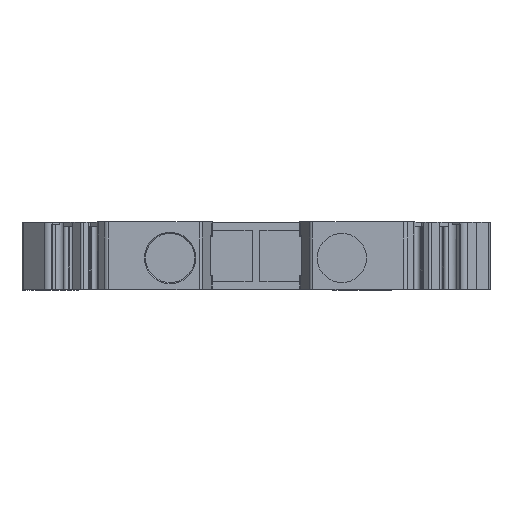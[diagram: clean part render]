
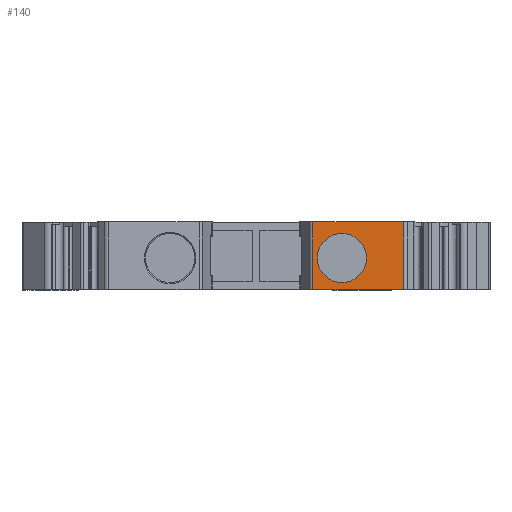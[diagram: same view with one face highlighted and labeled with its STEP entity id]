
A CAD part, top view. The second image highlights one B-rep face of the part: STEP entity #140.
In plain terms, the highlighted planar face has unit normal (0, 0, 1).
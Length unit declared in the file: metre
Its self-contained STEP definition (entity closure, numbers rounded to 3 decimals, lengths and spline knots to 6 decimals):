
#140 = ADVANCED_FACE( '', ( #439, #440 ), #441, .F. );
#439 = FACE_OUTER_BOUND( '', #910, .T. );
#440 = FACE_BOUND( '', #911, .T. );
#441 = PLANE( '', #912 );
#910 = EDGE_LOOP( '', ( #2062, #2063, #2064, #2065 ) );
#911 = EDGE_LOOP( '', ( #2066 ) );
#912 = AXIS2_PLACEMENT_3D( '', #2067, #2068, #2069 );
#2062 = ORIENTED_EDGE( '', *, *, #3264, .T. );
#2063 = ORIENTED_EDGE( '', *, *, #3662, .F. );
#2064 = ORIENTED_EDGE( '', *, *, #3487, .F. );
#2065 = ORIENTED_EDGE( '', *, *, #3663, .T. );
#2066 = ORIENTED_EDGE( '', *, *, #3664, .T. );
#2067 = CARTESIAN_POINT( '', ( 0.013503, -0.00615, 0.0229 ) );
#2068 = DIRECTION( '', ( 0., 0., -1. ) );
#2069 = DIRECTION( '', ( -1., 0., 0. ) );
#3264 = EDGE_CURVE( '', #3952, #3950, #3953, .T. );
#3487 = EDGE_CURVE( '', #4393, #4395, #4396, .T. );
#3662 = EDGE_CURVE( '', #4395, #3950, #4679, .T. );
#3663 = EDGE_CURVE( '', #4393, #3952, #4680, .T. );
#3664 = EDGE_CURVE( '', #4681, #4681, #4682, .T. );
#3950 = VERTEX_POINT( '', #5057 );
#3952 = VERTEX_POINT( '', #5059 );
#3953 = LINE( '', #5060, #5061 );
#4393 = VERTEX_POINT( '', #5637 );
#4395 = VERTEX_POINT( '', #5639 );
#4396 = LINE( '', #5640, #5641 );
#4679 = LINE( '', #6065, #6066 );
#4680 = LINE( '', #6067, #6068 );
#4681 = VERTEX_POINT( '', #6069 );
#4682 = CIRCLE( '', #6070, 0.00225 );
#5057 = CARTESIAN_POINT( '', ( 0.005193, 0., 0.0229 ) );
#5059 = CARTESIAN_POINT( '', ( 0.013503, 0., 0.0229 ) );
#5060 = CARTESIAN_POINT( '', ( 0.013503, 0., 0.0229 ) );
#5061 = VECTOR( '', #6573, 1. );
#5637 = CARTESIAN_POINT( '', ( 0.013503, -0.00615, 0.0229 ) );
#5639 = CARTESIAN_POINT( '', ( 0.005193, -0.00615, 0.0229 ) );
#5640 = CARTESIAN_POINT( '', ( 0.013503, -0.00615, 0.0229 ) );
#5641 = VECTOR( '', #6968, 1. );
#6065 = CARTESIAN_POINT( '', ( 0.005193, -0.062987, 0.0229 ) );
#6066 = VECTOR( '', #7209, 1. );
#6067 = CARTESIAN_POINT( '', ( 0.013503, -0.00615, 0.0229 ) );
#6068 = VECTOR( '', #7210, 1. );
#6069 = CARTESIAN_POINT( '', ( 0.0101, -0.0033, 0.0229 ) );
#6070 = AXIS2_PLACEMENT_3D( '', #7211, #7212, #7213 );
#6573 = DIRECTION( '', ( -1., 0., 0. ) );
#6968 = DIRECTION( '', ( -1., 0., 0. ) );
#7209 = DIRECTION( '', ( 0., 1., 0. ) );
#7210 = DIRECTION( '', ( 0., 1., 0. ) );
#7211 = CARTESIAN_POINT( '', ( 0.00785, -0.0033, 0.0229 ) );
#7212 = DIRECTION( '', ( 0., 0., -1. ) );
#7213 = DIRECTION( '', ( 1., 0., 0. ) );
